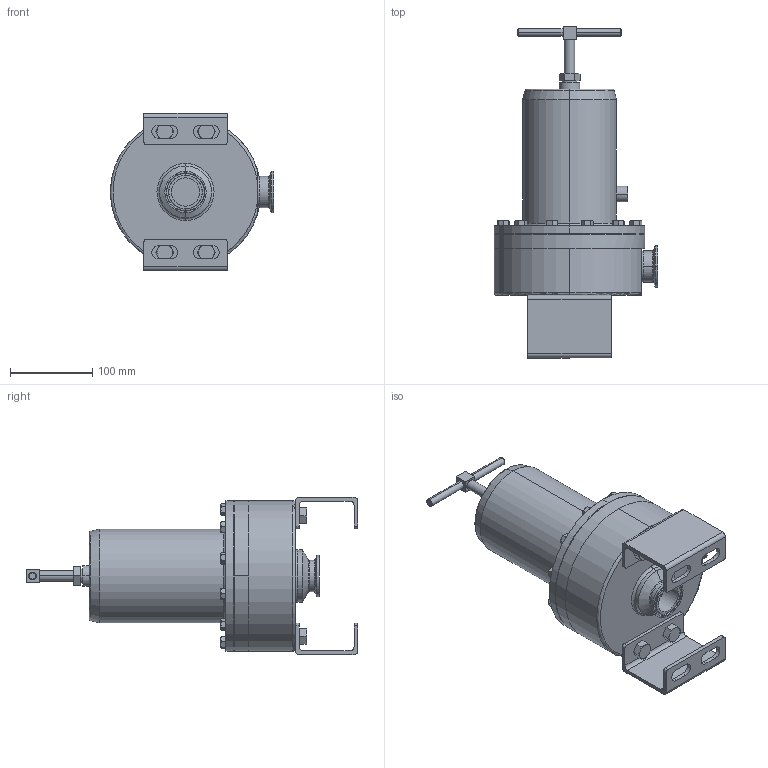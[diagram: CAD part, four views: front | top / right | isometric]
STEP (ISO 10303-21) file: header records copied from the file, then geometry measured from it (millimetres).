
FILE_DESCRIPTION (( 'STEP AP203' ), '1' );
FILE_NAME ('96AA-150.STEP', '2017-06-07T13:18:17', ( '' ), ( '' ), 'SwSTEP 2.0', 'SolidWorks 2014', '' );
FILE_SCHEMA (( 'CONFIG_CONTROL_DESIGN' ));
Length unit declared in the file: inch
Products named in the file (2): 96AA-150
Bounding box: 199.16 x 404.62 x 191.62 mm (x, y, z)
Volume: 4159150 mm3; surface area: 249286.9 mm2
Topology: 1 solids, 1 shells, 411 faces, 970 edges, 596 vertices
Faces by surface type: plane 175, cone 128, cylinder 89, torus 19
Entity records: 12841 total; most frequent: CARTESIAN_POINT 3317, ORIENTED_EDGE 1940, DIRECTION 1936, EDGE_CURVE 970, AXIS2_PLACEMENT_3D 759, VERTEX_POINT 596, EDGE_LOOP 478, LINE 418
